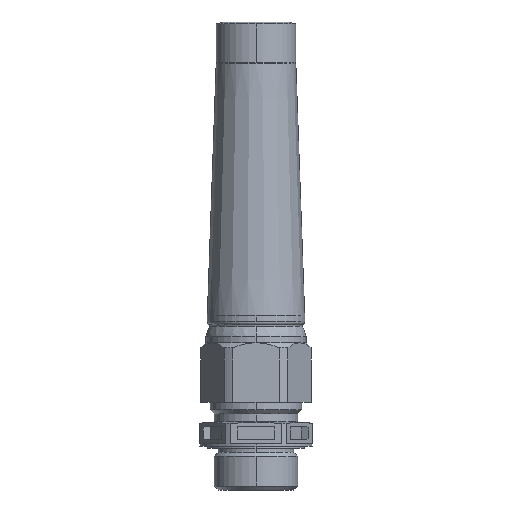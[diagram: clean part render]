
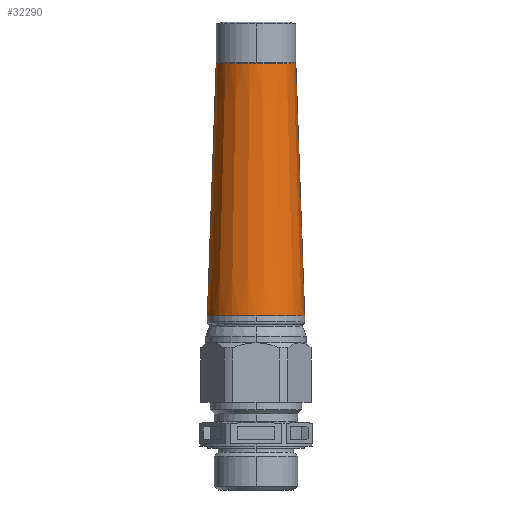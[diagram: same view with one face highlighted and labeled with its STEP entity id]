
A CAD part, front view. The second image highlights one B-rep face of the part: STEP entity #32290.
In plain terms, the highlighted conical face has half-angle 2 degrees and reference radius 9.53 mm.
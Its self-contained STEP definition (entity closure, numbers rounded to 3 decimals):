
#26680=CARTESIAN_POINT('',(-11.648,41.715,0.));
#26690=VERTEX_POINT('',#26680);
#26900=CARTESIAN_POINT('',(11.648,41.715,0.));
#26910=VERTEX_POINT('',#26900);
#26940=CARTESIAN_POINT('',(0.,41.715,0.));
#26950=DIRECTION('',(0.,-1.,0.));
#26960=DIRECTION('',(0.,0.,-1.));
#26970=AXIS2_PLACEMENT_3D('',#26940,#26950,#26960);
#26980=CIRCLE('',#26970,11.648);
#26990=CARTESIAN_POINT('',(0.,41.715,-11.648));
#27000=VERTEX_POINT('',#26990);
#27010=EDGE_CURVE('',#27000,#26910,#26980,.T.);
#27030=EDGE_CURVE('',#26690,#27000,#26980,.T.);
#31970=CARTESIAN_POINT('',(0.,102.36,0.));
#31980=DIRECTION('',(0.,-1.,0.));
#31990=DIRECTION('',(-1.,0.,0.));
#32000=AXIS2_PLACEMENT_3D('',#31970,#31980,#31990);
#32010=CONICAL_SURFACE('',#32000,9.53,0.035);
#32020=ORIENTED_EDGE('',*,*,#27010,.F.);
#32030=CARTESIAN_POINT('',(9.53,102.36,0.
));
#32040=DIRECTION('',(0.035,-0.999,
0.));
#32050=VECTOR('',#32040,273.064);
#32060=LINE('',#32030,#32050);
#32070=CARTESIAN_POINT('',(9.536,102.168,0.));
#32080=VERTEX_POINT('',#32070);
#32090=EDGE_CURVE('',#32080,#26910,#32060,.T.);
#32100=ORIENTED_EDGE('',*,*,#32090,.T.);
#32110=CARTESIAN_POINT('',(0.,102.168,0.));
#32120=DIRECTION('',(0.,1.,0.));
#32130=DIRECTION('',(0.,0.,1.));
#32140=AXIS2_PLACEMENT_3D('',#32110,#32120,#32130);
#32150=CIRCLE('',#32140,9.536);
#32160=CARTESIAN_POINT('',(-9.536,102.168,0.));
#32170=VERTEX_POINT('',#32160);
#32180=EDGE_CURVE('',#32080,#32170,#32150,.T.);
#32190=ORIENTED_EDGE('',*,*,#32180,.F.);
#32200=CARTESIAN_POINT('',(-9.53,102.36,0.));
#32210=DIRECTION('',(-0.035,-0.999,0.));
#32220=VECTOR('',#32210,273.064);
#32230=LINE('',#32200,#32220);
#32240=EDGE_CURVE('',#32170,#26690,#32230,.T.);
#32250=ORIENTED_EDGE('',*,*,#32240,.F.);
#32260=ORIENTED_EDGE('',*,*,#27030,.F.);
#32270=EDGE_LOOP('',(#32260,#32250,#32190,#32100,#32020));
#32280=FACE_OUTER_BOUND('',#32270,.T.);
#32290=ADVANCED_FACE('',(#32280),#32010,.T.);
